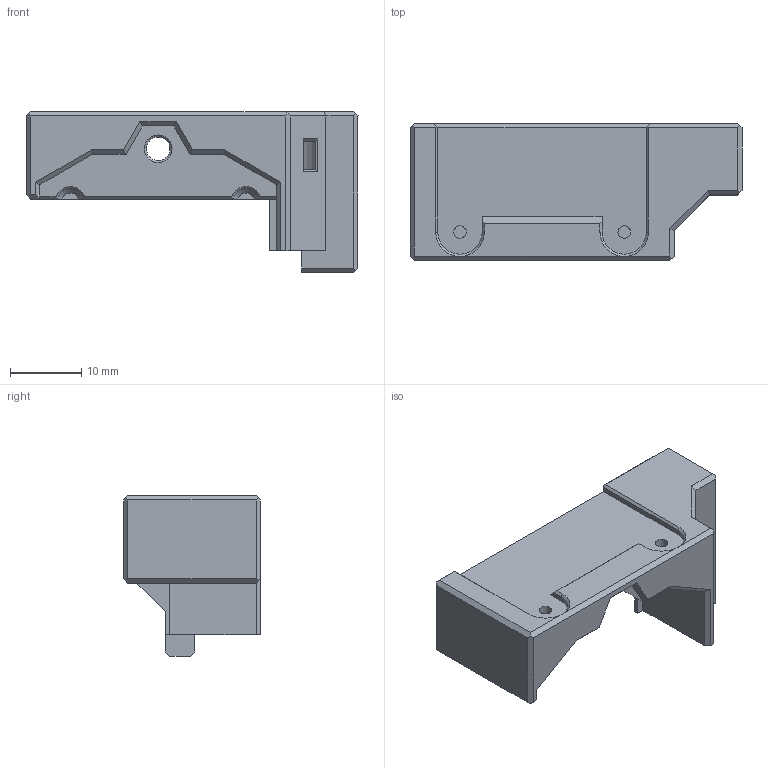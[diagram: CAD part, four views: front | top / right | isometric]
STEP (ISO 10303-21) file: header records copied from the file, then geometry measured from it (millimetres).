
FILE_DESCRIPTION(/* description */ ('','CAx-IF Rec.Pracs.---Representation and Presentation of Product Manufacturing Information (PMI)---4.0---2014-10-13'),/* implementation_level */ '2;1');
FILE_NAME(/* name */ 'X-Carriage Revo PZ Board Mount with Bumper.step',/* time_stamp */ '2025-02-08T08:30:24-06:00',/* author */ (''),/* organization */ (''),/* preprocessor_version */ 'ST-DEVELOPER v20',/* originating_system */ 'Autodesk Translation Framework v13.20.0.188',/* authorisation */ '');
FILE_SCHEMA (('AP242_MANAGED_MODEL_BASED_3D_ENGINEERING_MIM_LF { 1 0 10303 442 1 1 4 }'));
Length unit declared in the file: millimetre
Products named in the file (2): (Unsaved); pz board mount with stop
Assembly tree (1 placements, depth 2):
  (Unsaved)
    pz board mount with stop
Bounding box: 46.5 x 19.17 x 22.49 mm (x, y, z)
Volume: 7304.8 mm3; surface area: 4051.6 mm2
Topology: 1 solids, 1 shells, 145 faces, 378 edges, 239 vertices
Faces by surface type: plane 116, cylinder 21, cone 8
Full cylindrical faces by diameter (mm): 1.74 x2, 3.3 x1, 3.4 x2, 4.9 x2
Entity records: 4440 total; most frequent: CARTESIAN_POINT 789, ORIENTED_EDGE 756, DIRECTION 738, EDGE_CURVE 378, LINE 294, VECTOR 294, VERTEX_POINT 239, AXIS2_PLACEMENT_3D 222
